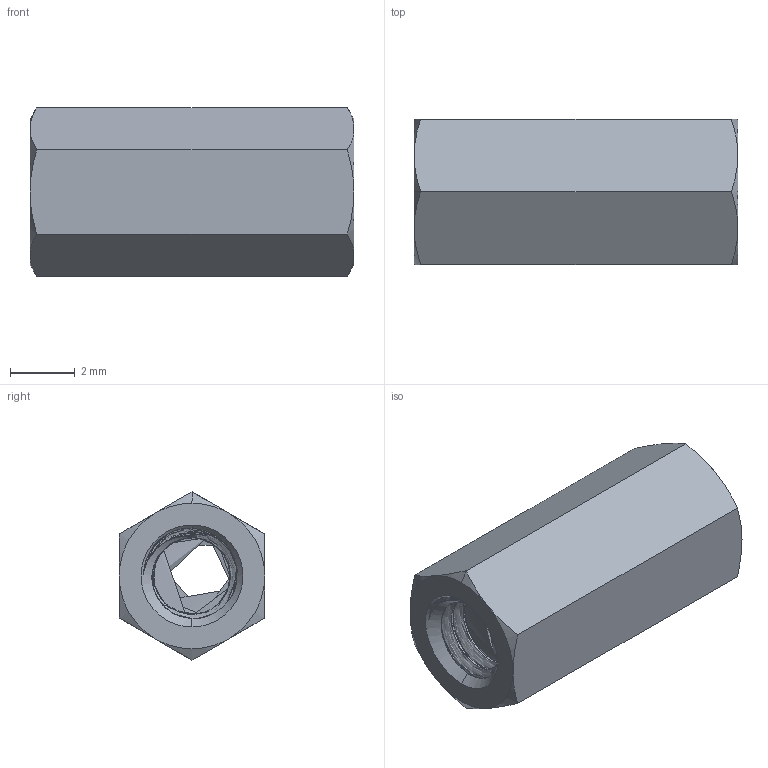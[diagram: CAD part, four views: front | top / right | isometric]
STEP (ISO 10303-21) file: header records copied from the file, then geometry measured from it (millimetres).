
FILE_DESCRIPTION (( 'STEP AP203' ), '1' );
FILE_NAME ('95947A006_Aluminum Female Threaded Hex Standoff.STEP', '2021-08-25T17:10:03', ( 'Administrator' ), ( 'Managed by Terraform' ), 'SwSTEP 2.0', 'SolidWorks 2017', '' );
FILE_SCHEMA (( 'CONFIG_CONTROL_DESIGN' ));
Length unit declared in the file: millimetre
Products named in the file (1): 95947A006_Aluminum Female Threaded Hex Standoff
Bounding box: 10 x 4.5 x 5.2 mm (x, y, z)
Volume: 117.5 mm3; surface area: 319.2 mm2
Topology: 1 solids, 1 shells, 72 faces, 195 edges, 125 vertices
Faces by surface type: cylinder 41, cone 20, plane 8, bspline 3
Entity records: 4796 total; most frequent: CARTESIAN_POINT 3223, ORIENTED_EDGE 390, DIRECTION 236, EDGE_CURVE 195, VERTEX_POINT 125, AXIS2_PLACEMENT_3D 91, EDGE_LOOP 74, ADVANCED_FACE 72
